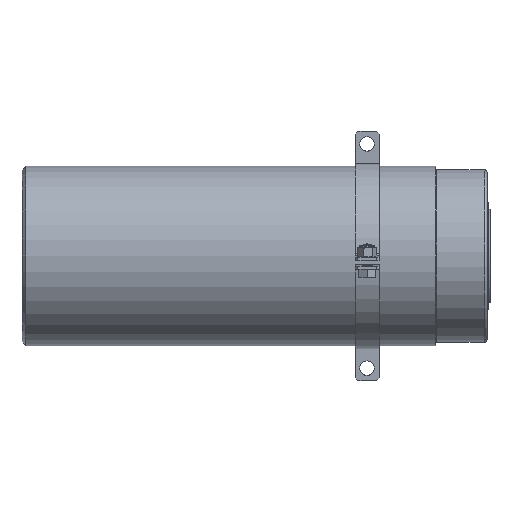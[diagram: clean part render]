
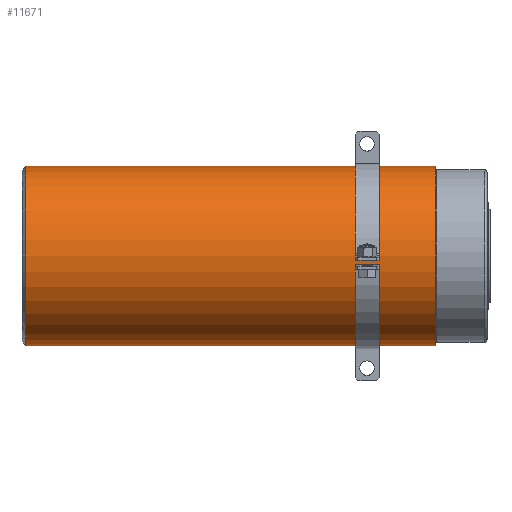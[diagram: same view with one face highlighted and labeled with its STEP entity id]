
A CAD part, front view. The second image highlights one B-rep face of the part: STEP entity #11671.
In plain terms, the highlighted cylindrical face has radius 92.5 mm (diameter 185 mm), a partial arc.
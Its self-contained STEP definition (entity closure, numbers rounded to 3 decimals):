
#286 = CIRCLE ( 'NONE', #5627, 92.5 ) ;
#842 = DIRECTION ( 'NONE',  ( -1., 0., 0. ) ) ;
#1225 = ORIENTED_EDGE ( 'NONE', *, *, #2962, .T. ) ;
#1247 = CARTESIAN_POINT ( 'NONE',  ( 4., 0., 92.5 ) ) ;
#1544 = EDGE_CURVE ( 'NONE', #2188, #2343, #9319, .T. ) ;
#2188 = VERTEX_POINT ( 'NONE', #6781 ) ;
#2343 = VERTEX_POINT ( 'NONE', #1247 ) ;
#2603 = CARTESIAN_POINT ( 'NONE',  ( 0., 0., -92.5 ) ) ;
#2818 = EDGE_CURVE ( 'NONE', #4998, #2343, #11183, .T. ) ;
#2962 = EDGE_CURVE ( 'NONE', #10666, #2188, #286, .T. ) ;
#3179 = DIRECTION ( 'NONE',  ( 0., 0., 1. ) ) ;
#3584 = VECTOR ( 'NONE', #842, 1000. ) ;
#3606 = CYLINDRICAL_SURFACE ( 'NONE', #9335, 92.5 ) ;
#3993 = CARTESIAN_POINT ( 'NONE',  ( 426., 0., -92.5 ) ) ;
#4206 = CARTESIAN_POINT ( 'NONE',  ( 4., 0., 0. ) ) ;
#4715 = DIRECTION ( 'NONE',  ( 0., 0., 1. ) ) ;
#4737 = EDGE_CURVE ( 'NONE', #10666, #4998, #11574, .T. ) ;
#4998 = VERTEX_POINT ( 'NONE', #8333 ) ;
#5104 = DIRECTION ( 'NONE',  ( -1., 0., 0. ) ) ;
#5369 = DIRECTION ( 'NONE',  ( -1., 0., 0. ) ) ;
#5478 = CARTESIAN_POINT ( 'NONE',  ( 0., 0., 0. ) ) ;
#5515 = EDGE_LOOP ( 'NONE', ( #11466, #1225, #8289, #7253 ) ) ;
#5627 = AXIS2_PLACEMENT_3D ( 'NONE', #7278, #10663, #4715 ) ;
#6722 = VECTOR ( 'NONE', #11472, 1000. ) ;
#6781 = CARTESIAN_POINT ( 'NONE',  ( 426., 0., 92.5 ) ) ;
#7253 = ORIENTED_EDGE ( 'NONE', *, *, #2818, .F. ) ;
#7278 = CARTESIAN_POINT ( 'NONE',  ( 426., 0., 0. ) ) ;
#8289 = ORIENTED_EDGE ( 'NONE', *, *, #1544, .T. ) ;
#8333 = CARTESIAN_POINT ( 'NONE',  ( 4., 0., -92.5 ) ) ;
#8852 = AXIS2_PLACEMENT_3D ( 'NONE', #4206, #5104, #10783 ) ;
#8979 = CARTESIAN_POINT ( 'NONE',  ( 0., 0., 92.5 ) ) ;
#9319 = LINE ( 'NONE', #8979, #6722 ) ;
#9335 = AXIS2_PLACEMENT_3D ( 'NONE', #5478, #5369, #3179 ) ;
#9602 = FACE_OUTER_BOUND ( 'NONE', #5515, .T. ) ;
#10663 = DIRECTION ( 'NONE',  ( -1., 0., 0. ) ) ;
#10666 = VERTEX_POINT ( 'NONE', #3993 ) ;
#10783 = DIRECTION ( 'NONE',  ( 0., 0., 1. ) ) ;
#11183 = CIRCLE ( 'NONE', #8852, 92.5 ) ;
#11466 = ORIENTED_EDGE ( 'NONE', *, *, #4737, .F. ) ;
#11472 = DIRECTION ( 'NONE',  ( -1., 0., 0. ) ) ;
#11574 = LINE ( 'NONE', #2603, #3584 ) ;
#11671 = ADVANCED_FACE ( 'NONE', ( #9602 ), #3606, .T. ) ;
